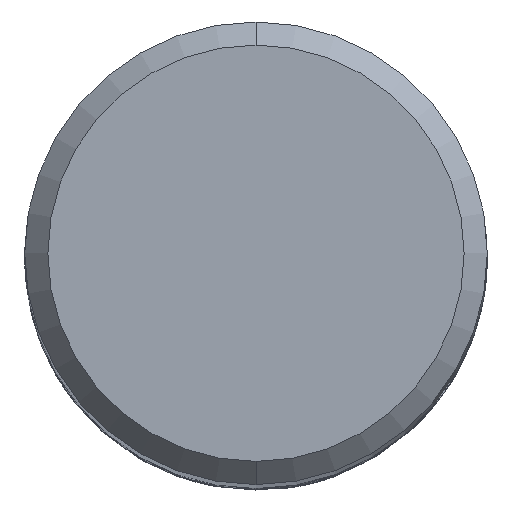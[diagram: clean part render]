
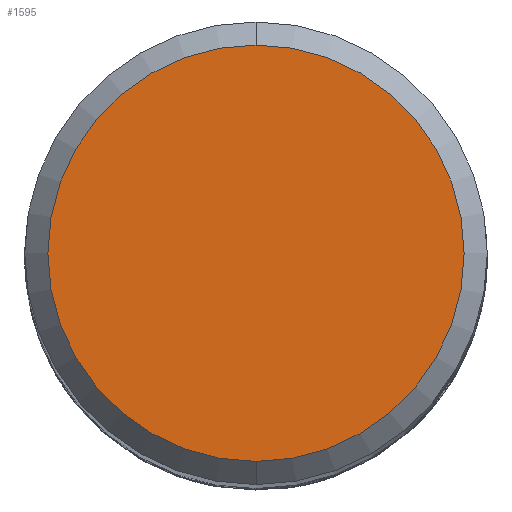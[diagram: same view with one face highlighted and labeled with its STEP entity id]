
A CAD part, top view. The second image highlights one B-rep face of the part: STEP entity #1595.
In plain terms, the highlighted planar face has unit normal (0, 0, 1).
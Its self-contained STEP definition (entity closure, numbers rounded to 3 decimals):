
#939=VERTEX_POINT('',#2110);
#1055=EDGE_CURVE('',#1347,#939,#2239,.T.);
#1347=VERTEX_POINT('',#2564);
#1595=ADVANCED_FACE('',(#2834),#2835,.T.);
#1683=EDGE_CURVE('',#939,#1347,#2931,.T.);
#2110=CARTESIAN_POINT('',(0.,-5.4,0.0));
#2239=CIRCLE('',#7962,5.4);
#2564=CARTESIAN_POINT('',(0.0,5.4,0.0));
#2834=FACE_OUTER_BOUND('',#12557,.T.);
#2835=PLANE('',#12558);
#2931=CIRCLE('',#12914,5.4);
#7962=AXIS2_PLACEMENT_3D('',#13923,#13924,#13925);
#12557=EDGE_LOOP('',(#14531,#14532));
#12558=AXIS2_PLACEMENT_3D('',#14533,#14534,#14535);
#12914=AXIS2_PLACEMENT_3D('',#14658,#14659,#14660);
#13923=CARTESIAN_POINT('',(0.0,0.0,0.0));
#13924=DIRECTION('',(0.0,0.0,-1.0));
#13925=DIRECTION('',(0.0,1.0,0.0));
#14531=ORIENTED_EDGE('',*,*,#1055,.F.);
#14532=ORIENTED_EDGE('',*,*,#1683,.F.);
#14533=CARTESIAN_POINT('',(0.0,2.7,0.0));
#14534=DIRECTION('',(-0.0,0.0,1.0));
#14535=DIRECTION('',(0.0,-1.0,0.0));
#14658=CARTESIAN_POINT('',(0.0,0.0,0.0));
#14659=DIRECTION('',(0.0,0.0,-1.0));
#14660=DIRECTION('',(0.0,1.0,0.0));
